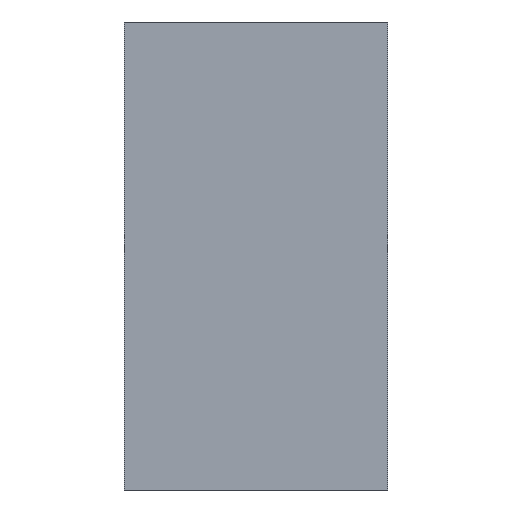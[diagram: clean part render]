
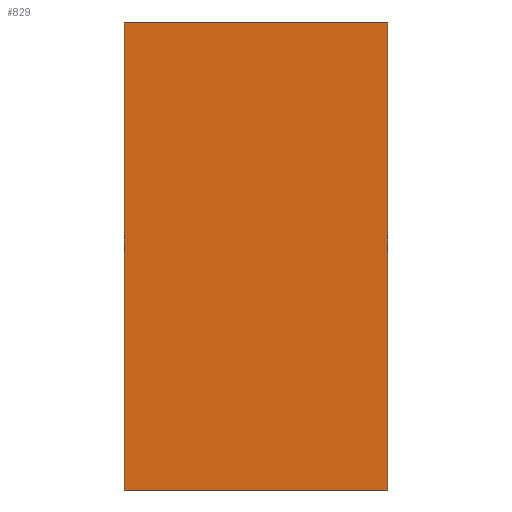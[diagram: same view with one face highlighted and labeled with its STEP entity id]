
A CAD part, left-side view. The second image highlights one B-rep face of the part: STEP entity #829.
In plain terms, the highlighted planar face has unit normal (-1, 0, 0).
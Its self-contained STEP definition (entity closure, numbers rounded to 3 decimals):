
#14 = EDGE_CURVE ( 'NONE', #364, #344, #252, .T. ) ;
#18 = VECTOR ( 'NONE', #471, 1000. ) ;
#30 = VERTEX_POINT ( 'NONE', #969 ) ;
#56 = ORIENTED_EDGE ( 'NONE', *, *, #269, .T. ) ;
#91 = CARTESIAN_POINT ( 'NONE',  ( -0.8, 0., -0.4 ) ) ;
#102 = PLANE ( 'NONE',  #883 ) ;
#106 = CARTESIAN_POINT ( 'NONE',  ( -0.8, 0., 0.4 ) ) ;
#148 = VERTEX_POINT ( 'NONE', #464 ) ;
#225 = VECTOR ( 'NONE', #413, 1000. ) ;
#228 = CARTESIAN_POINT ( 'NONE',  ( -0.8, 0., 0.4 ) ) ;
#233 = LINE ( 'NONE', #1074, #751 ) ;
#252 = LINE ( 'NONE', #228, #225 ) ;
#269 = EDGE_CURVE ( 'NONE', #30, #148, #731, .T. ) ;
#287 = CARTESIAN_POINT ( 'NONE',  ( -0.8, 0.45, 0.4 ) ) ;
#321 = CARTESIAN_POINT ( 'NONE',  ( -0.8, 0., -0.4 ) ) ;
#326 = EDGE_LOOP ( 'NONE', ( #394, #369, #492, #56 ) ) ;
#344 = VERTEX_POINT ( 'NONE', #91 ) ;
#364 = VERTEX_POINT ( 'NONE', #406 ) ;
#369 = ORIENTED_EDGE ( 'NONE', *, *, #14, .F. ) ;
#394 = ORIENTED_EDGE ( 'NONE', *, *, #540, .T. ) ;
#406 = CARTESIAN_POINT ( 'NONE',  ( -0.8, 0., 0.4 ) ) ;
#411 = DIRECTION ( 'NONE',  ( 0., -1., 0. ) ) ;
#413 = DIRECTION ( 'NONE',  ( 0., 0., -1. ) ) ;
#464 = CARTESIAN_POINT ( 'NONE',  ( -0.8, 0.45, -0.4 ) ) ;
#471 = DIRECTION ( 'NONE',  ( 0., 0., -1. ) ) ;
#492 = ORIENTED_EDGE ( 'NONE', *, *, #997, .F. ) ;
#540 = EDGE_CURVE ( 'NONE', #148, #344, #1158, .T. ) ;
#731 = LINE ( 'NONE', #287, #18 ) ;
#751 = VECTOR ( 'NONE', #803, 1000. ) ;
#803 = DIRECTION ( 'NONE',  ( 0., -1., 0. ) ) ;
#829 = ADVANCED_FACE ( 'NONE', ( #962 ), #102, .F. ) ;
#883 = AXIS2_PLACEMENT_3D ( 'NONE', #106, #1061, #942 ) ;
#942 = DIRECTION ( 'NONE',  ( 0., 0., -1. ) ) ;
#962 = FACE_OUTER_BOUND ( 'NONE', #326, .T. ) ;
#969 = CARTESIAN_POINT ( 'NONE',  ( -0.8, 0.45, 0.4 ) ) ;
#997 = EDGE_CURVE ( 'NONE', #30, #364, #233, .T. ) ;
#1061 = DIRECTION ( 'NONE',  ( 1., 0., 0. ) ) ;
#1074 = CARTESIAN_POINT ( 'NONE',  ( -0.8, 0., 0.4 ) ) ;
#1126 = VECTOR ( 'NONE', #411, 1000. ) ;
#1158 = LINE ( 'NONE', #321, #1126 ) ;
